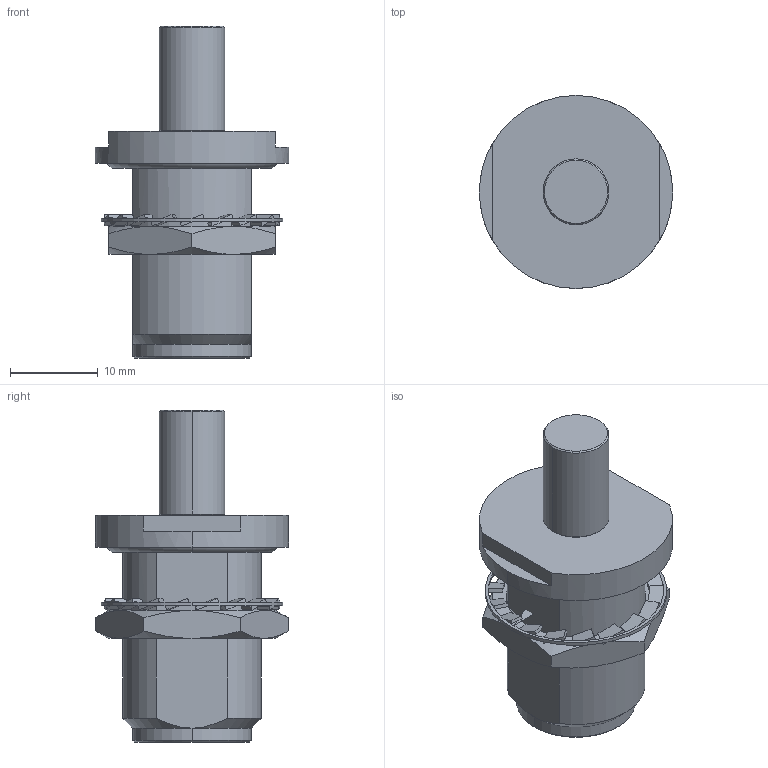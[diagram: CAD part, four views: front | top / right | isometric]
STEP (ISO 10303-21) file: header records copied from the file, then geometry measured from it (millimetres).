
FILE_DESCRIPTION (( 'STEP AP203' ), '1' );
FILE_NAME ('R161.329.140A.STEP', '2015-02-11T13:18:40', ( 'adminradiall' ), ( 'Microsoft' ), 'SwSTEP 2.0', 'SolidWorks 2014', '' );
FILE_SCHEMA (( 'CONFIG_CONTROL_DESIGN' ));
Length unit declared in the file: metre
Products named in the file (1): R161.329.140A
Bounding box: 22 x 22 x 37.82 mm (x, y, z)
Volume: 5803.2 mm3; surface area: 3324.9 mm2
Topology: 2 solids, 2 shells, 206 faces, 559 edges, 364 vertices
Faces by surface type: plane 105, cylinder 53, cone 42, torus 6
Entity records: 7001 total; most frequent: CARTESIAN_POINT 1759, ORIENTED_EDGE 1118, DIRECTION 1047, EDGE_CURVE 559, AXIS2_PLACEMENT_3D 421, VERTEX_POINT 364, EDGE_LOOP 255, CIRCLE 214
